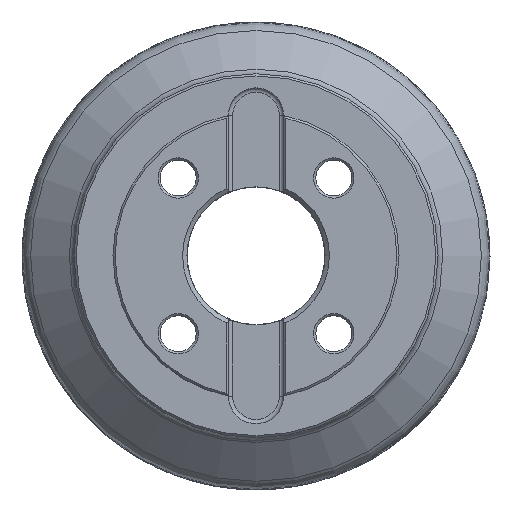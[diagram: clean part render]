
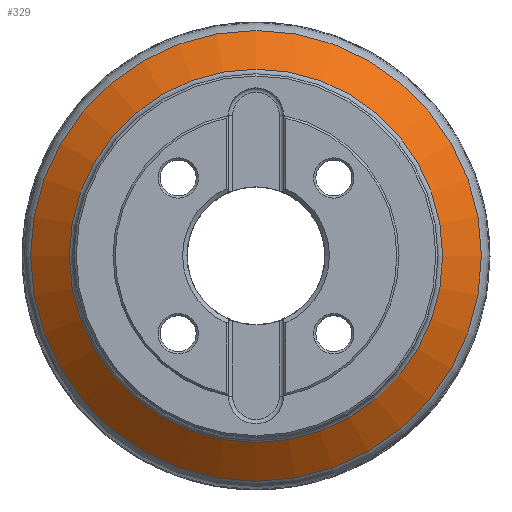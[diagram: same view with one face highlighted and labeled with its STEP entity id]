
A CAD part, top view. The second image highlights one B-rep face of the part: STEP entity #329.
In plain terms, the highlighted conical face has half-angle 50 degrees and reference radius 84 mm.
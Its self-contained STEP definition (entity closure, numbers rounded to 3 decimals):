
#206=CONICAL_SURFACE('',#1976,84.,50.);
#329=ADVANCED_FACE('',(#573,#574),#206,.T.);
#573=FACE_BOUND('',#741,.T.);
#574=FACE_BOUND('',#742,.T.);
#741=EDGE_LOOP('',(#939));
#742=EDGE_LOOP('',(#940));
#939=ORIENTED_EDGE('',*,*,#1430,.T.);
#940=ORIENTED_EDGE('',*,*,#1431,.T.);
#1285=VERTEX_POINT('',#2811);
#1286=VERTEX_POINT('',#2813);
#1430=EDGE_CURVE('',#1285,#1285,#1611,.T.);
#1431=EDGE_CURVE('',#1286,#1286,#1612,.T.);
#1611=CIRCLE('',#1974,104.028);
#1612=CIRCLE('',#1975,86.143);
#1974=AXIS2_PLACEMENT_3D('',#2810,#2286,#2287);
#1975=AXIS2_PLACEMENT_3D('',#2812,#2288,#2289);
#1976=AXIS2_PLACEMENT_3D('',#2814,#2290,#2291);
#2286=DIRECTION('',(0.,0.,1.));
#2287=DIRECTION('',(1.,0.,0.));
#2288=DIRECTION('',(0.,0.,-1.));
#2289=DIRECTION('',(-1.,0.,0.));
#2290=DIRECTION('',(0.,0.,-1.));
#2291=DIRECTION('',(-1.,0.,0.));
#2810=CARTESIAN_POINT('',(0.,0.,-34.805));
#2811=CARTESIAN_POINT('',(104.028,0.,-34.805));
#2812=CARTESIAN_POINT('',(0.,0.,-19.798));
#2813=CARTESIAN_POINT('',(-86.143,0.,-19.798));
#2814=CARTESIAN_POINT('',(0.,0.,-18.));
